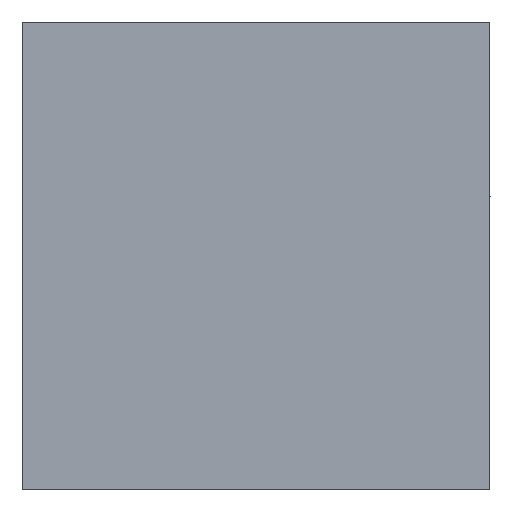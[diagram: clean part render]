
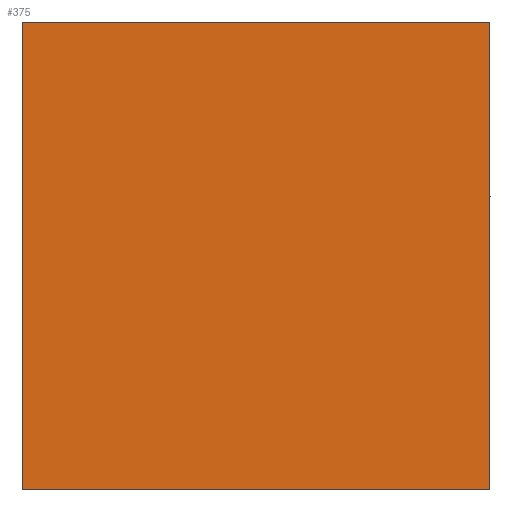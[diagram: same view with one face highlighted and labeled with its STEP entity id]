
A CAD part, front view. The second image highlights one B-rep face of the part: STEP entity #375.
In plain terms, the highlighted planar face has unit normal (0, -1, 0).
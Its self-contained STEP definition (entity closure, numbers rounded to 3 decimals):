
#136 = DIRECTION ( 'NONE',  ( 0., 0., 1. ) ) ;
#269 = VERTEX_POINT ( 'NONE', #1571 ) ;
#375 = ADVANCED_FACE ( 'NONE', ( #1949 ), #522, .T. ) ;
#405 = LINE ( 'NONE', #576, #5573 ) ;
#411 = VECTOR ( 'NONE', #136, 1000. ) ;
#522 = PLANE ( 'NONE',  #3388 ) ;
#566 = VERTEX_POINT ( 'NONE', #5648 ) ;
#576 = CARTESIAN_POINT ( 'NONE',  ( -5.25, -0.4, 5.25 ) ) ;
#1074 = CARTESIAN_POINT ( 'NONE',  ( 5.25, -0.4, -5.25 ) ) ;
#1214 = EDGE_CURVE ( 'NONE', #3694, #5831, #405, .T. ) ;
#1398 = EDGE_LOOP ( 'NONE', ( #1489, #1920, #5277, #4467 ) ) ;
#1489 = ORIENTED_EDGE ( 'NONE', *, *, #2417, .F. ) ;
#1494 = CARTESIAN_POINT ( 'NONE',  ( 5.25, -0.4, 5.25 ) ) ;
#1571 = CARTESIAN_POINT ( 'NONE',  ( -5.25, -0.4, -5.25 ) ) ;
#1763 = EDGE_CURVE ( 'NONE', #269, #3694, #6218, .T. ) ;
#1920 = ORIENTED_EDGE ( 'NONE', *, *, #1214, .F. ) ;
#1949 = FACE_OUTER_BOUND ( 'NONE', #1398, .T. ) ;
#2010 = DIRECTION ( 'NONE',  ( -1., 0., 0. ) ) ;
#2112 = DIRECTION ( 'NONE',  ( 0., 0., -1. ) ) ;
#2417 = EDGE_CURVE ( 'NONE', #5831, #566, #5084, .T. ) ;
#2694 = CARTESIAN_POINT ( 'NONE',  ( -5.25, -0.4, 5.25 ) ) ;
#3055 = DIRECTION ( 'NONE',  ( 0., -1., 0. ) ) ;
#3344 = VECTOR ( 'NONE', #2010, 1000. ) ;
#3388 = AXIS2_PLACEMENT_3D ( 'NONE', #1074, #3055, #3673 ) ;
#3673 = DIRECTION ( 'NONE',  ( 0., 0., -1. ) ) ;
#3694 = VERTEX_POINT ( 'NONE', #5328 ) ;
#3765 = VECTOR ( 'NONE', #2112, 1000. ) ;
#4299 = LINE ( 'NONE', #6457, #3344 ) ;
#4467 = ORIENTED_EDGE ( 'NONE', *, *, #5033, .F. ) ;
#5033 = EDGE_CURVE ( 'NONE', #566, #269, #4299, .T. ) ;
#5084 = LINE ( 'NONE', #1494, #3765 ) ;
#5277 = ORIENTED_EDGE ( 'NONE', *, *, #1763, .F. ) ;
#5328 = CARTESIAN_POINT ( 'NONE',  ( -5.25, -0.4, 5.25 ) ) ;
#5573 = VECTOR ( 'NONE', #6073, 1000. ) ;
#5636 = CARTESIAN_POINT ( 'NONE',  ( 5.25, -0.4, 5.25 ) ) ;
#5648 = CARTESIAN_POINT ( 'NONE',  ( 5.25, -0.4, -5.25 ) ) ;
#5831 = VERTEX_POINT ( 'NONE', #5636 ) ;
#6073 = DIRECTION ( 'NONE',  ( 1., 0., 0. ) ) ;
#6218 = LINE ( 'NONE', #2694, #411 ) ;
#6457 = CARTESIAN_POINT ( 'NONE',  ( -5.25, -0.4, -5.25 ) ) ;
